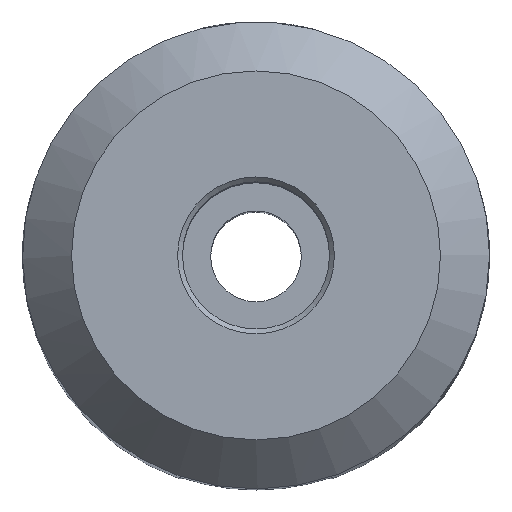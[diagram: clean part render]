
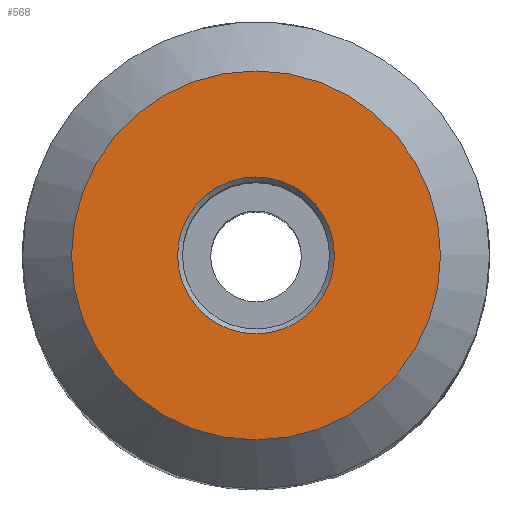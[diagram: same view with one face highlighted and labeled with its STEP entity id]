
A CAD part, top view. The second image highlights one B-rep face of the part: STEP entity #568.
In plain terms, the highlighted planar face has unit normal (0, 0, 1).
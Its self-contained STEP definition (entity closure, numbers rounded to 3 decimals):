
#23 = DIRECTION ( 'NONE',  ( 1., 0., 0. ) ) ;
#36 = CIRCLE ( 'NONE', #271, 7.525 ) ;
#183 = EDGE_CURVE ( 'NONE', #1075, #1075, #36, .T. ) ;
#193 = CIRCLE ( 'NONE', #835, 3.2 ) ;
#214 = VERTEX_POINT ( 'NONE', #555 ) ;
#234 = DIRECTION ( 'NONE',  ( 1., 0., 0. ) ) ;
#271 = AXIS2_PLACEMENT_3D ( 'NONE', #793, #964, #23 ) ;
#303 = CARTESIAN_POINT ( 'NONE',  ( 0., 0., 65. ) ) ;
#333 = PLANE ( 'NONE',  #997 ) ;
#347 = EDGE_CURVE ( 'NONE', #214, #214, #193, .T. ) ;
#390 = ORIENTED_EDGE ( 'NONE', *, *, #347, .T. ) ;
#555 = CARTESIAN_POINT ( 'NONE',  ( 3.2, 0., 65. ) ) ;
#568 = ADVANCED_FACE ( 'NONE', ( #1037, #673 ), #333, .T. ) ;
#659 = CARTESIAN_POINT ( 'NONE',  ( 7.525, 0., 65. ) ) ;
#673 = FACE_OUTER_BOUND ( 'NONE', #724, .T. ) ;
#724 = EDGE_LOOP ( 'NONE', ( #1039 ) ) ;
#793 = CARTESIAN_POINT ( 'NONE',  ( 0., 0., 65. ) ) ;
#835 = AXIS2_PLACEMENT_3D ( 'NONE', #303, #1009, #234 ) ;
#915 = EDGE_LOOP ( 'NONE', ( #390 ) ) ;
#938 = DIRECTION ( 'NONE',  ( 0., 0., 1. ) ) ;
#964 = DIRECTION ( 'NONE',  ( 0., 0., 1. ) ) ;
#997 = AXIS2_PLACEMENT_3D ( 'NONE', #1029, #938, #1032 ) ;
#1009 = DIRECTION ( 'NONE',  ( 0., 0., -1. ) ) ;
#1029 = CARTESIAN_POINT ( 'NONE',  ( 0., 0., 65. ) ) ;
#1032 = DIRECTION ( 'NONE',  ( 1., 0., 0. ) ) ;
#1037 = FACE_BOUND ( 'NONE', #915, .T. ) ;
#1039 = ORIENTED_EDGE ( 'NONE', *, *, #183, .T. ) ;
#1075 = VERTEX_POINT ( 'NONE', #659 ) ;
